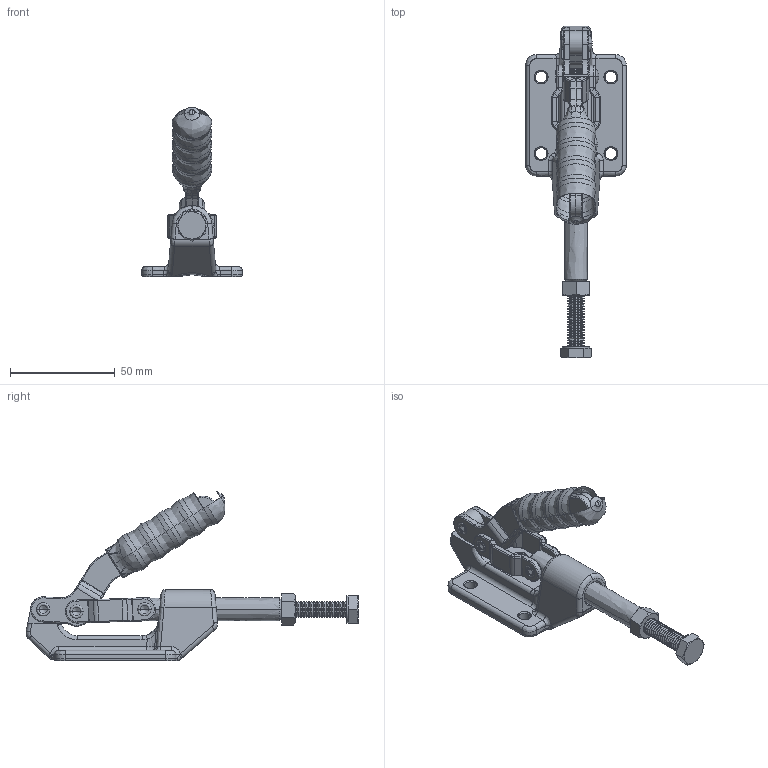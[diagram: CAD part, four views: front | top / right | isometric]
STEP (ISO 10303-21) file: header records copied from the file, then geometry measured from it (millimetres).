
FILE_DESCRIPTION((''),' ');
FILE_NAME('GH-36003M.stp',' ',('stephen'),('BIB design'),' ','ACIS 14.0',' ');
FILE_SCHEMA(('automotive_design'));
Length unit declared in the file: inch
Products named in the file (12): Part_3299; Part_3302; Part_3306; Part_3303; Part_3305; Part_3304; Part_3298; Part_3297; Part_169010; Part_3296; Part_3300; Part_3301
Bounding box: 48 x 158.58 x 81.11 mm (x, y, z)
Volume: 399717.8 mm3; surface area: 34094.9 mm2
Topology: 12 solids, 12 shells, 1047 faces, 3719 edges, 2654 vertices
Faces by surface type: bspline 501, revolution 497, cylinder 28, torus 16, plane 3, sphere 2
Entity records: 131206 total; most frequent: CARTESIAN_POINT 61190, PRESENTATION_STYLE_ASSIGNMENT 8199, COLOUR_RGB 8199, STYLED_ITEM 7391, ORIENTED_EDGE 7356, DIRECTION 4809, CURVE_STYLE 4486, EDGE_CURVE 3678
